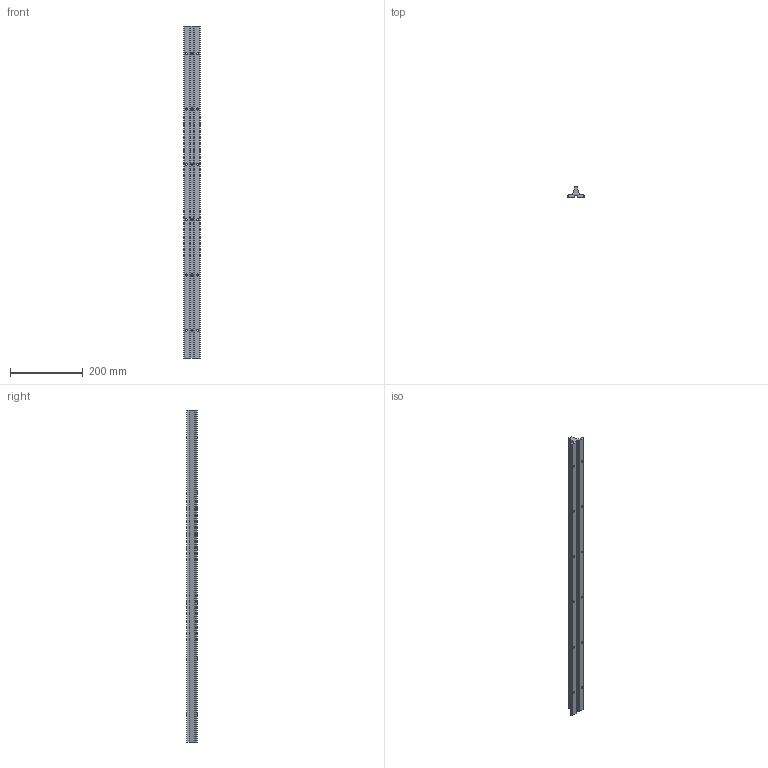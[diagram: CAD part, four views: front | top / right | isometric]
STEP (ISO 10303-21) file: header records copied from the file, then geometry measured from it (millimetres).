
FILE_DESCRIPTION (( 'STEP AP214' ), '1' );
FILE_NAME ('ShaftRailAssembly_6FFA0EEF81.step', '2022-08-18T18:38:35', ( '' ), ( '' ), 'SwSTEP 2.0', 'SolidWorks 2019', '' );
FILE_SCHEMA (( 'AUTOMOTIVE_DESIGN' ));
Length unit declared in the file: inch
Products named in the file (3): ShaftRailAssembly_6FFA0EEF81; 0EAPm8ocfk_CADModel_0
Assembly tree (1 placements, depth 2):
  ShaftRailAssembly_6FFA0EEF81
    0EAPm8ocfk_CADModel_0
  0EAPm8ocfk_CADModel_0
Bounding box: 44.45 x 29.7 x 914.4 mm (x, y, z)
Volume: 475537.1 mm3; surface area: 137710.1 mm2
Topology: 1 solids, 1 shells, 73 faces, 219 edges, 142 vertices
Faces by surface type: cylinder 48, plane 25
Entity records: 3591 total; most frequent: CARTESIAN_POINT 475, DIRECTION 447, ORIENTED_EDGE 438, EDGE_CURVE 219, AXIS2_PLACEMENT_3D 162, VERTEX_POINT 142, VECTOR 123, LINE 123
